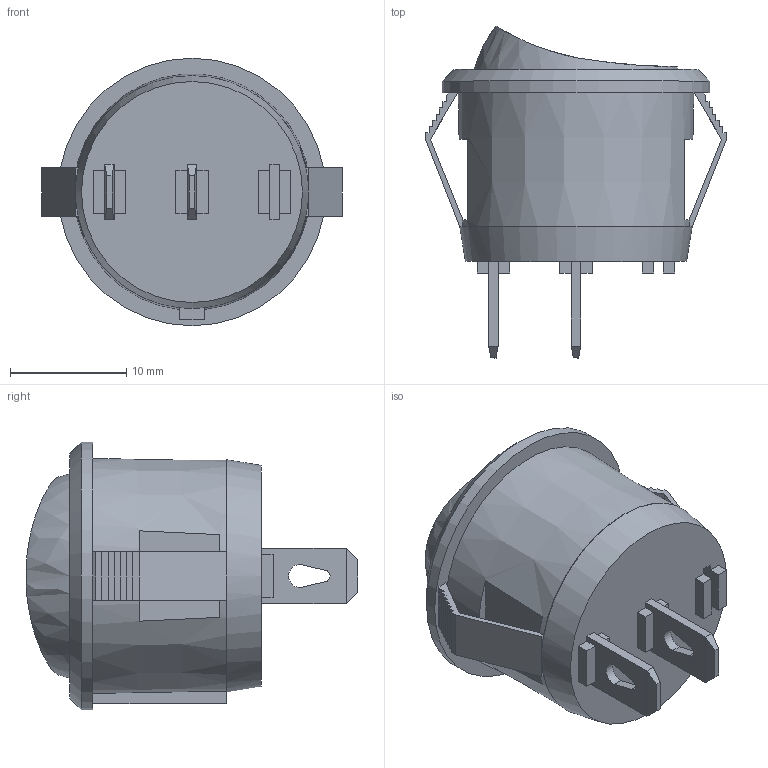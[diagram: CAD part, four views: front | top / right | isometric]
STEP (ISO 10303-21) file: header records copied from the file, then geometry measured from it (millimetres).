
FILE_DESCRIPTION(/* description */ (''),/* implementation_level */ '2;1');
FILE_NAME(/* name */ 'Rocker Switch.step',/* time_stamp */ '2017-09-15T16:27:28+03:00',/* author */ (''),/* organization */ (''),/* preprocessor_version */ 'ST-DEVELOPER v16.13',/* originating_system */ 'Autodesk Translation Framework v6.1.1.50',/* authorisation */ '');
FILE_SCHEMA (('AUTOMOTIVE_DESIGN { 1 0 10303 214 3 1 1 }'));
Length unit declared in the file: millimetre
Products named in the file (1): Rocker Switch v4
Bounding box: 25.87 x 28.54 x 23 mm (x, y, z)
Volume: 5722.1 mm3; surface area: 2374 mm2
Topology: 1 solids, 1 shells, 130 faces, 348 edges, 226 vertices
Faces by surface type: plane 115, cylinder 9, cone 3, bspline 2, sphere 1
Full cylindrical faces by diameter (mm): 2.4 x1, 3 x1, 23 x1
Entity records: 4217 total; most frequent: CARTESIAN_POINT 842, ORIENTED_EDGE 676, DIRECTION 622, EDGE_CURVE 337, LINE 294, VECTOR 294, VERTEX_POINT 221, AXIS2_PLACEMENT_3D 164
